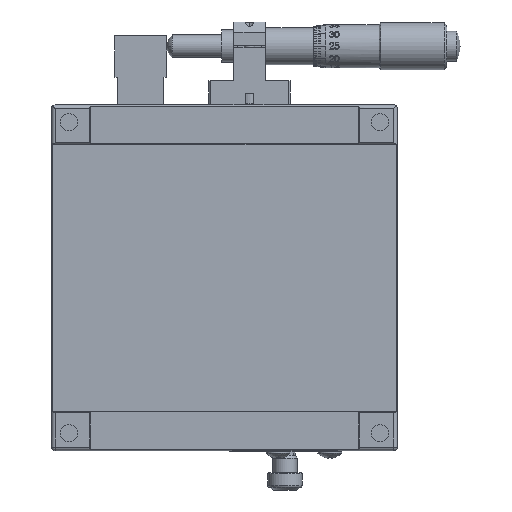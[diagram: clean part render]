
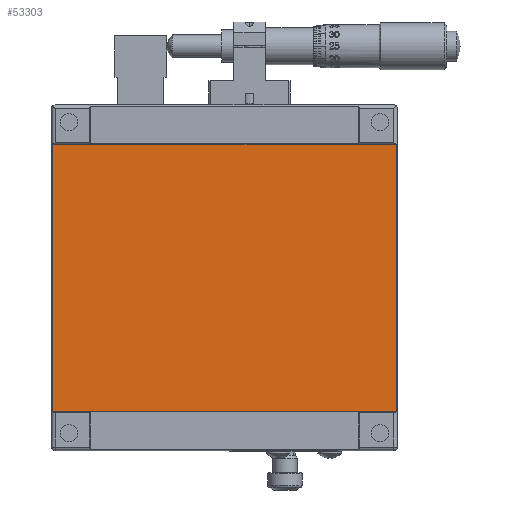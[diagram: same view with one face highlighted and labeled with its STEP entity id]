
A CAD part, front view. The second image highlights one B-rep face of the part: STEP entity #53303.
In plain terms, the highlighted planar face has unit normal (0, -1, 0).
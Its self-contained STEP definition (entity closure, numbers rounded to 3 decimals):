
#1074 = CARTESIAN_POINT ( 'NONE',  ( -41.677, -19.897, 38.7 ) ) ;
#9568 = VERTEX_POINT ( 'NONE', #63704 ) ;
#19312 = FACE_OUTER_BOUND ( 'NONE', #28919, .T. ) ;
#20280 = EDGE_CURVE ( 'NONE', #76141, #39295, #80389, .T. ) ;
#23782 = CARTESIAN_POINT ( 'NONE',  ( 58.037, -19.897, 38.7 ) ) ;
#23888 = LINE ( 'NONE', #23782, #77557 ) ;
#28919 = EDGE_LOOP ( 'NONE', ( #58483, #59239, #46848, #39005 ) ) ;
#32798 = VECTOR ( 'NONE', #37457, 1000. ) ;
#37457 = DIRECTION ( 'NONE',  ( 0., 0., -1. ) ) ;
#39005 = ORIENTED_EDGE ( 'NONE', *, *, #20280, .T. ) ;
#39295 = VERTEX_POINT ( 'NONE', #77326 ) ;
#43588 = VERTEX_POINT ( 'NONE', #69436 ) ;
#46120 = DIRECTION ( 'NONE',  ( 0., 0., 1. ) ) ;
#46848 = ORIENTED_EDGE ( 'NONE', *, *, #75930, .F. ) ;
#49120 = CARTESIAN_POINT ( 'NONE',  ( 57.751, -19.897, -38.7 ) ) ;
#50825 = DIRECTION ( 'NONE',  ( -1., 0., 0. ) ) ;
#51057 = AXIS2_PLACEMENT_3D ( 'NONE', #82531, #89881, #46120 ) ;
#53273 = EDGE_CURVE ( 'NONE', #39295, #9568, #23888, .T. ) ;
#53303 = ADVANCED_FACE ( 'NONE', ( #19312 ), #67741, .F. ) ;
#56443 = DIRECTION ( 'NONE',  ( 0., 0., 1. ) ) ;
#58137 = CARTESIAN_POINT ( 'NONE',  ( 58.037, -19.897, -38.7 ) ) ;
#58483 = ORIENTED_EDGE ( 'NONE', *, *, #53273, .T. ) ;
#59239 = ORIENTED_EDGE ( 'NONE', *, *, #70963, .T. ) ;
#63704 = CARTESIAN_POINT ( 'NONE',  ( -41.677, -19.897, 38.7 ) ) ;
#67649 = CARTESIAN_POINT ( 'NONE',  ( 57.751, -19.897, -38.7 ) ) ;
#67741 = PLANE ( 'NONE',  #51057 ) ;
#69436 = CARTESIAN_POINT ( 'NONE',  ( -41.677, -19.897, -38.7 ) ) ;
#70963 = EDGE_CURVE ( 'NONE', #9568, #43588, #71538, .T. ) ;
#71538 = LINE ( 'NONE', #1074, #32798 ) ;
#75930 = EDGE_CURVE ( 'NONE', #76141, #43588, #83414, .T. ) ;
#76141 = VERTEX_POINT ( 'NONE', #67649 ) ;
#77326 = CARTESIAN_POINT ( 'NONE',  ( 57.751, -19.897, 38.7 ) ) ;
#77557 = VECTOR ( 'NONE', #89559, 1000. ) ;
#78095 = VECTOR ( 'NONE', #56443, 1000. ) ;
#80389 = LINE ( 'NONE', #49120, #78095 ) ;
#81106 = VECTOR ( 'NONE', #50825, 1000. ) ;
#82531 = CARTESIAN_POINT ( 'NONE',  ( 58.037, -19.897, 38.7 ) ) ;
#83414 = LINE ( 'NONE', #58137, #81106 ) ;
#89559 = DIRECTION ( 'NONE',  ( -1., 0., 0. ) ) ;
#89881 = DIRECTION ( 'NONE',  ( 0., 1., 0. ) ) ;
